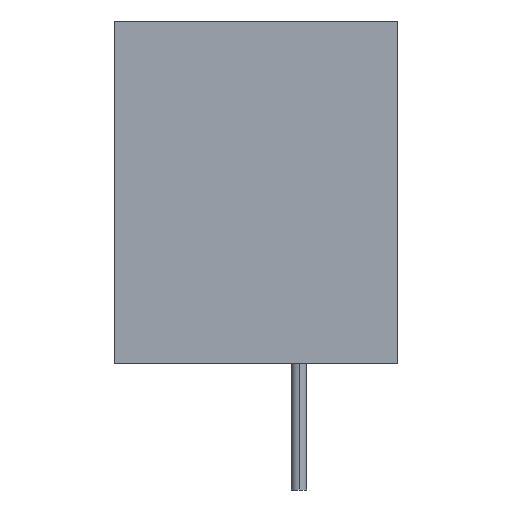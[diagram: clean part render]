
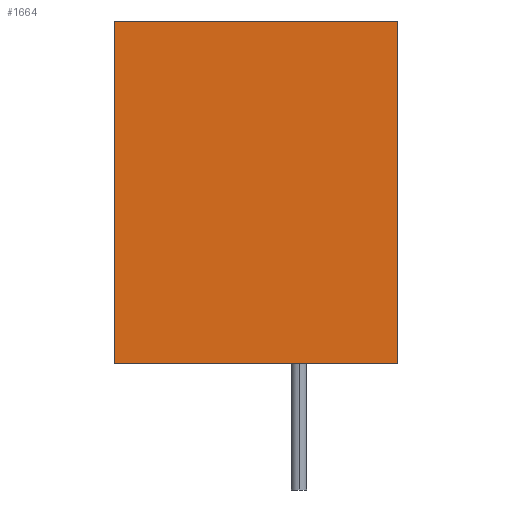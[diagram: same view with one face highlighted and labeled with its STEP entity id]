
A CAD part, front view. The second image highlights one B-rep face of the part: STEP entity #1664.
In plain terms, the highlighted planar face has unit normal (0, -1, 0).
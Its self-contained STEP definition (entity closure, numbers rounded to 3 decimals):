
#1066 = VERTEX_POINT('',#1067);
#1067 = CARTESIAN_POINT('',(-4.6,-10.9,0.1));
#1073 = EDGE_CURVE('',#1074,#1066,#1076,.T.);
#1074 = VERTEX_POINT('',#1075);
#1075 = CARTESIAN_POINT('',(-4.6,-10.9,11.2));
#1076 = LINE('',#1077,#1078);
#1077 = CARTESIAN_POINT('',(-4.6,-10.9,11.2));
#1078 = VECTOR('',#1079,1.);
#1079 = DIRECTION('',(0.,0.,-1.));
#1582 = VERTEX_POINT('',#1583);
#1583 = CARTESIAN_POINT('',(4.6,-10.9,0.1));
#1589 = EDGE_CURVE('',#1066,#1582,#1590,.T.);
#1590 = LINE('',#1591,#1592);
#1591 = CARTESIAN_POINT('',(4.6,-10.9,0.1));
#1592 = VECTOR('',#1593,1.);
#1593 = DIRECTION('',(1.,0.,0.));
#1664 = ADVANCED_FACE('',(#1665),#1683,.F.);
#1665 = FACE_BOUND('',#1666,.T.);
#1666 = EDGE_LOOP('',(#1667,#1668,#1676,#1682));
#1667 = ORIENTED_EDGE('',*,*,#1589,.T.);
#1668 = ORIENTED_EDGE('',*,*,#1669,.F.);
#1669 = EDGE_CURVE('',#1670,#1582,#1672,.T.);
#1670 = VERTEX_POINT('',#1671);
#1671 = CARTESIAN_POINT('',(4.6,-10.9,11.2));
#1672 = LINE('',#1673,#1674);
#1673 = CARTESIAN_POINT('',(4.6,-10.9,11.2));
#1674 = VECTOR('',#1675,1.);
#1675 = DIRECTION('',(0.,0.,-1.));
#1676 = ORIENTED_EDGE('',*,*,#1677,.F.);
#1677 = EDGE_CURVE('',#1074,#1670,#1678,.T.);
#1678 = LINE('',#1679,#1680);
#1679 = CARTESIAN_POINT('',(4.6,-10.9,11.2));
#1680 = VECTOR('',#1681,1.);
#1681 = DIRECTION('',(1.,0.,0.));
#1682 = ORIENTED_EDGE('',*,*,#1073,.T.);
#1683 = PLANE('',#1684);
#1684 = AXIS2_PLACEMENT_3D('',#1685,#1686,#1687);
#1685 = CARTESIAN_POINT('',(4.6,-10.9,11.2));
#1686 = DIRECTION('',(0.,1.,0.));
#1687 = DIRECTION('',(0.,0.,-1.));
